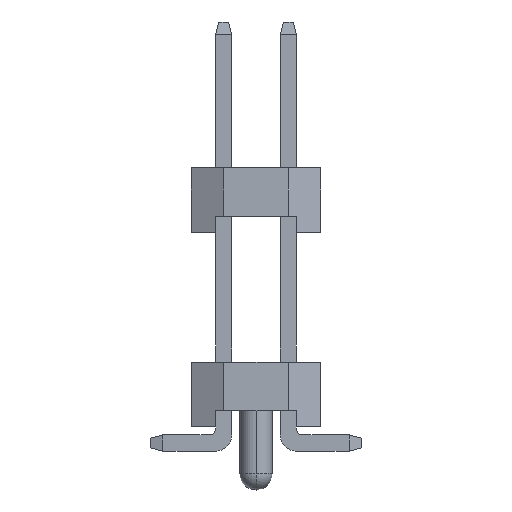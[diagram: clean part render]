
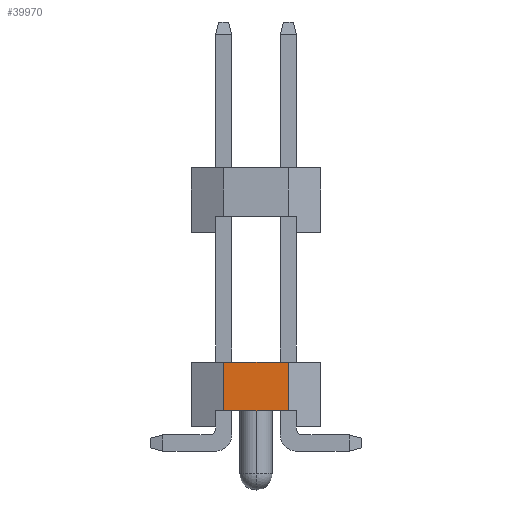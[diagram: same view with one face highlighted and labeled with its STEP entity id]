
A CAD part, left-side view. The second image highlights one B-rep face of the part: STEP entity #39970.
In plain terms, the highlighted planar face has unit normal (-1, 0, 0).
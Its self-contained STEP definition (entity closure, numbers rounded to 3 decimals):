
#773 = ORIENTED_EDGE ( 'NONE', *, *, #51173, .F. ) ;
#4444 = DIRECTION ( 'NONE',  ( 0., 0., -1. ) ) ;
#5631 = VERTEX_POINT ( 'NONE', #18195 ) ;
#5774 = EDGE_CURVE ( 'NONE', #44363, #5814, #14691, .T. ) ;
#5814 = VERTEX_POINT ( 'NONE', #24392 ) ;
#6190 = ORIENTED_EDGE ( 'NONE', *, *, #47408, .T. ) ;
#7754 = VECTOR ( 'NONE', #16985, 1000. ) ;
#10263 = VERTEX_POINT ( 'NONE', #49347 ) ;
#12637 = PLANE ( 'NONE',  #17699 ) ;
#14691 = LINE ( 'NONE', #42008, #45166 ) ;
#15306 = LINE ( 'NONE', #15613, #38194 ) ;
#15613 = CARTESIAN_POINT ( 'NONE',  ( -5., 1.25, 0.5 ) ) ;
#16866 = EDGE_LOOP ( 'NONE', ( #20348, #773, #6190, #28032 ) ) ;
#16985 = DIRECTION ( 'NONE',  ( 0., 0., 1. ) ) ;
#17699 = AXIS2_PLACEMENT_3D ( 'NONE', #21748, #49052, #4444 ) ;
#18195 = CARTESIAN_POINT ( 'NONE',  ( -5., 1., 0.5 ) ) ;
#19074 = LINE ( 'NONE', #40805, #21134 ) ;
#20348 = ORIENTED_EDGE ( 'NONE', *, *, #24885, .F. ) ;
#21134 = VECTOR ( 'NONE', #37580, 1000. ) ;
#21748 = CARTESIAN_POINT ( 'NONE',  ( -5., -2., 2. ) ) ;
#24392 = CARTESIAN_POINT ( 'NONE',  ( -5., -1., 2. ) ) ;
#24673 = CARTESIAN_POINT ( 'NONE',  ( -5., -1., -1.5 ) ) ;
#24885 = EDGE_CURVE ( 'NONE', #5631, #44363, #19074, .T. ) ;
#28032 = ORIENTED_EDGE ( 'NONE', *, *, #5774, .F. ) ;
#28502 = DIRECTION ( 'NONE',  ( 0., -1., 0. ) ) ;
#28550 = DIRECTION ( 'NONE',  ( 0., 1., 0. ) ) ;
#32534 = CARTESIAN_POINT ( 'NONE',  ( -5., 1., 2. ) ) ;
#37580 = DIRECTION ( 'NONE',  ( 0., 0., 1. ) ) ;
#38194 = VECTOR ( 'NONE', #28550, 1000. ) ;
#39970 = ADVANCED_FACE ( 'NONE', ( #52866 ), #12637, .F. ) ;
#40805 = CARTESIAN_POINT ( 'NONE',  ( -5., 1., -1.5 ) ) ;
#42008 = CARTESIAN_POINT ( 'NONE',  ( -5., -2., 2. ) ) ;
#44363 = VERTEX_POINT ( 'NONE', #32534 ) ;
#45166 = VECTOR ( 'NONE', #28502, 1000. ) ;
#47408 = EDGE_CURVE ( 'NONE', #10263, #5814, #56334, .T. ) ;
#49052 = DIRECTION ( 'NONE',  ( 1., 0., 0. ) ) ;
#49347 = CARTESIAN_POINT ( 'NONE',  ( -5., -1., 0.5 ) ) ;
#51173 = EDGE_CURVE ( 'NONE', #10263, #5631, #15306, .T. ) ;
#52866 = FACE_OUTER_BOUND ( 'NONE', #16866, .T. ) ;
#56334 = LINE ( 'NONE', #24673, #7754 ) ;
